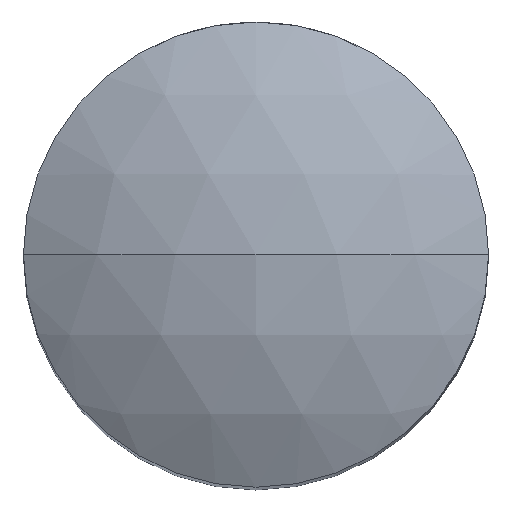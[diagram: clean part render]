
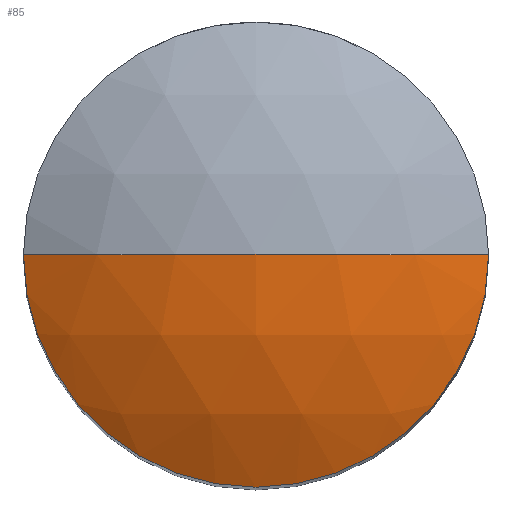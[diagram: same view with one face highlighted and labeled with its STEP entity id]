
A CAD part, top view. The second image highlights one B-rep face of the part: STEP entity #85.
In plain terms, the highlighted spherical face has radius 1.5 mm.
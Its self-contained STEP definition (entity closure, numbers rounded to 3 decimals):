
#56 = DIRECTION ( 'NONE',  ( 1., 0., 0. ) ) ;
#68 = CARTESIAN_POINT ( 'NONE',  ( 0., 0., 4.5 ) ) ;
#85 = ADVANCED_FACE ( 'NONE', ( #554 ), #727, .T. ) ;
#93 = ORIENTED_EDGE ( 'NONE', *, *, #570, .F. ) ;
#129 = AXIS2_PLACEMENT_3D ( 'NONE', #217, #695, #290 ) ;
#135 = AXIS2_PLACEMENT_3D ( 'NONE', #572, #152, #642 ) ;
#138 = CARTESIAN_POINT ( 'NONE',  ( 0.75, 0., 5.799 ) ) ;
#152 = DIRECTION ( 'NONE',  ( 0., 0., -1. ) ) ;
#182 = CARTESIAN_POINT ( 'NONE',  ( -0.75, 0., 5.799 ) ) ;
#183 = AXIS2_PLACEMENT_3D ( 'NONE', #814, #430, #874 ) ;
#194 = CARTESIAN_POINT ( 'NONE',  ( 0., 0., 6. ) ) ;
#197 = DIRECTION ( 'NONE',  ( 0., -1., 0. ) ) ;
#217 = CARTESIAN_POINT ( 'NONE',  ( 0., 0., 4.5 ) ) ;
#264 = ORIENTED_EDGE ( 'NONE', *, *, #509, .F. ) ;
#287 = VERTEX_POINT ( 'NONE', #182 ) ;
#290 = DIRECTION ( 'NONE',  ( 0., 0., 1. ) ) ;
#292 = EDGE_LOOP ( 'NONE', ( #264, #362, #93 ) ) ;
#295 = CIRCLE ( 'NONE', #129, 1.5 ) ;
#341 = AXIS2_PLACEMENT_3D ( 'NONE', #68, #197, #56 ) ;
#362 = ORIENTED_EDGE ( 'NONE', *, *, #559, .T. ) ;
#388 = CIRCLE ( 'NONE', #135, 0.75 ) ;
#430 = DIRECTION ( 'NONE',  ( 0., -1., 0. ) ) ;
#464 = VERTEX_POINT ( 'NONE', #194 ) ;
#509 = EDGE_CURVE ( 'NONE', #464, #545, #295, .T. ) ;
#545 = VERTEX_POINT ( 'NONE', #138 ) ;
#554 = FACE_OUTER_BOUND ( 'NONE', #292, .T. ) ;
#559 = EDGE_CURVE ( 'NONE', #464, #287, #741, .T. ) ;
#570 = EDGE_CURVE ( 'NONE', #545, #287, #388, .T. ) ;
#572 = CARTESIAN_POINT ( 'NONE',  ( 0., 0., 5.799 ) ) ;
#642 = DIRECTION ( 'NONE',  ( -1., 0., 0. ) ) ;
#695 = DIRECTION ( 'NONE',  ( 0., 1., 0. ) ) ;
#727 = SPHERICAL_SURFACE ( 'NONE', #341, 1.5 ) ;
#741 = CIRCLE ( 'NONE', #183, 1.5 ) ;
#814 = CARTESIAN_POINT ( 'NONE',  ( 0., 0., 4.5 ) ) ;
#874 = DIRECTION ( 'NONE',  ( 1., 0., 0. ) ) ;
